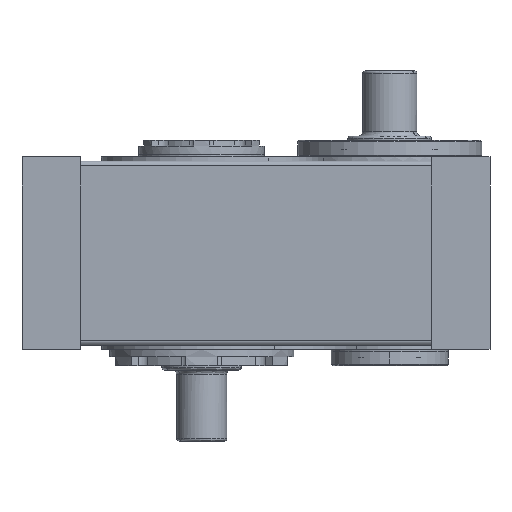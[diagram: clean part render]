
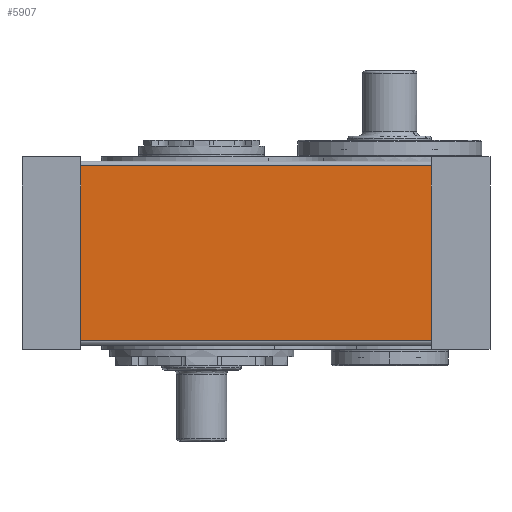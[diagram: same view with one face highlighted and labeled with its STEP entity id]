
A CAD part, front view. The second image highlights one B-rep face of the part: STEP entity #5907.
In plain terms, the highlighted planar face has unit normal (0, -1, 0).
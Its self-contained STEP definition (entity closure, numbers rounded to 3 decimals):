
#5868=CARTESIAN_POINT('Axis2P3D Location',(-143.,-205.,0.)) ;
#5873=CARTESIAN_POINT('Line Origine',(65.,-205.,-5.)) ;
#5877=CARTESIAN_POINT('Vertex',(275.,-205.,-5.)) ;
#5879=CARTESIAN_POINT('Vertex',(-145.,-205.,-5.)) ;
#5882=CARTESIAN_POINT('Line Origine',(-145.,-205.,-110.)) ;
#5886=CARTESIAN_POINT('Vertex',(-145.,-205.,-215.)) ;
#5889=CARTESIAN_POINT('Line Origine',(65.,-205.,-215.)) ;
#5893=CARTESIAN_POINT('Vertex',(275.,-205.,-215.)) ;
#5896=CARTESIAN_POINT('Line Origine',(275.,-205.,-110.)) ;
#5869=DIRECTION('Axis2P3D Direction',(0.,-1.,0.)) ;
#5870=DIRECTION('Axis2P3D XDirection',(0.,0.,-1.)) ;
#5874=DIRECTION('Vector Direction',(-1.,0.,0.)) ;
#5883=DIRECTION('Vector Direction',(0.,0.,-1.)) ;
#5890=DIRECTION('Vector Direction',(1.,0.,0.)) ;
#5897=DIRECTION('Vector Direction',(0.,0.,1.)) ;
#5871=AXIS2_PLACEMENT_3D('Plane Axis2P3D',#5868,#5869,#5870) ;
#5902=ORIENTED_EDGE('',*,*,#5881,.T.) ;
#5903=ORIENTED_EDGE('',*,*,#5888,.T.) ;
#5904=ORIENTED_EDGE('',*,*,#5895,.T.) ;
#5905=ORIENTED_EDGE('',*,*,#5900,.T.) ;
#5875=VECTOR('Line Direction',#5874,1.) ;
#5884=VECTOR('Line Direction',#5883,1.) ;
#5891=VECTOR('Line Direction',#5890,1.) ;
#5898=VECTOR('Line Direction',#5897,1.) ;
#5907=ADVANCED_FACE('NONE',(#5906),#5872,.T.) ;
#5881=EDGE_CURVE('',#5878,#5880,#5876,.T.) ;
#5888=EDGE_CURVE('',#5880,#5887,#5885,.T.) ;
#5895=EDGE_CURVE('',#5887,#5894,#5892,.T.) ;
#5900=EDGE_CURVE('',#5894,#5878,#5899,.T.) ;
#5901=EDGE_LOOP('',(#5902,#5903,#5904,#5905)) ;
#5906=FACE_OUTER_BOUND('',#5901,.T.) ;
#5876=LINE('Line',#5873,#5875) ;
#5885=LINE('Line',#5882,#5884) ;
#5892=LINE('Line',#5889,#5891) ;
#5899=LINE('Line',#5896,#5898) ;
#5872=PLANE('Plane',#5871) ;
#5878=VERTEX_POINT('',#5877) ;
#5880=VERTEX_POINT('',#5879) ;
#5887=VERTEX_POINT('',#5886) ;
#5894=VERTEX_POINT('',#5893) ;
